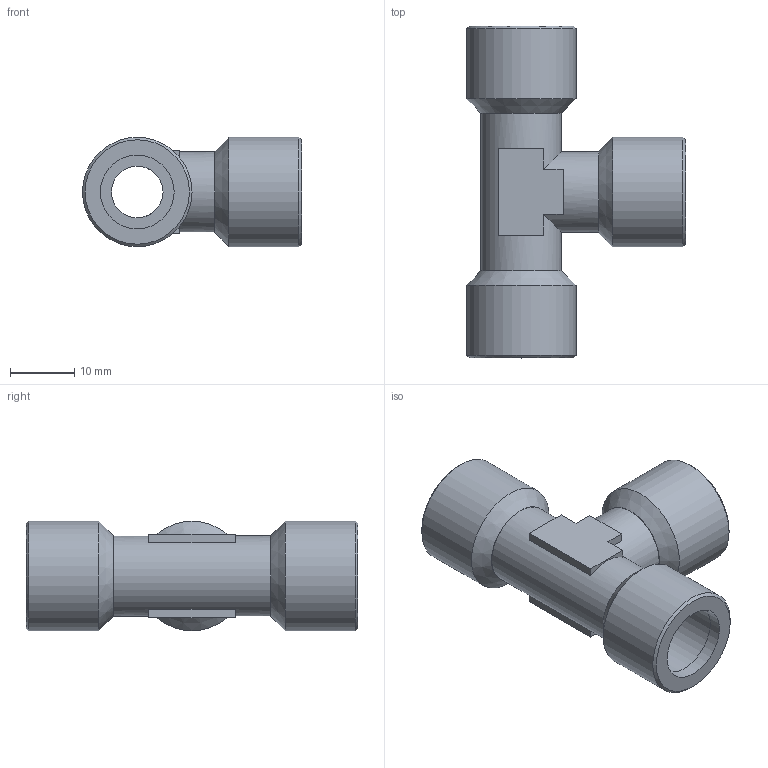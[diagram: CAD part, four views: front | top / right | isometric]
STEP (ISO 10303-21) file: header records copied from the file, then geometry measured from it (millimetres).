
FILE_DESCRIPTION(/* description */ ('Unknown'),/* implementation_level */ '2;1');
FILE_NAME(/* name */ 'A11.1;4',/* time_stamp */ '2021-01-14T09:27:51-05:00',/* author */ ('Unknown'),/* organization */ ('Unknown'),/* preprocessor_version */ 'ST-DEVELOPER v16.7',/* originating_system */ 'Solid Edge',/* authorisation */ 'Unknown');
FILE_SCHEMA (('AUTOMOTIVE_DESIGN {1 0 10303 214 3 1 1}'));
Length unit declared in the file: millimetre
Products named in the file (1): A11.1;4
Bounding box: 34 x 51.5 x 17 mm (x, y, z)
Volume: 7346.6 mm3; surface area: 6108.7 mm2
Topology: 1 solids, 1 shells, 46 faces, 109 edges, 70 vertices
Faces by surface type: plane 27, cylinder 13, cone 6
Full cylindrical faces by diameter (mm): 8 x2, 11.445 x6, 12.5 x2, 17 x3
Entity records: 1494 total; most frequent: DIRECTION 210, CARTESIAN_POINT 187, ORIENTED_EDGE 158, AXIS2_PLACEMENT_3D 84, EDGE_CURVE 79, EDGE_LOOP 76, FACE_BOUND 76, VERTEX_POINT 61
